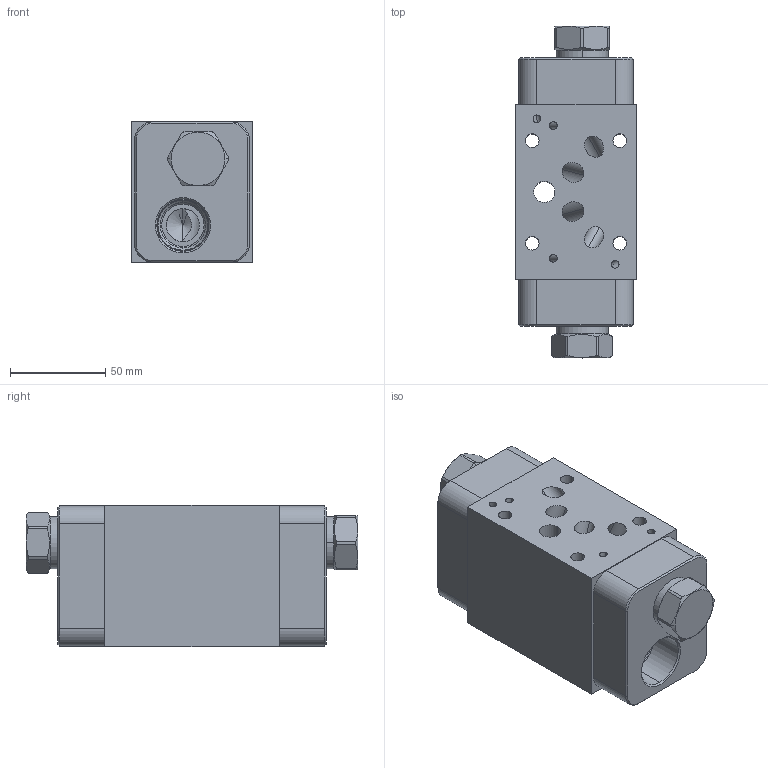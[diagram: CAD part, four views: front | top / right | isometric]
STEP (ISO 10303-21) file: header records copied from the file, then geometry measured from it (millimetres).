
FILE_DESCRIPTION((''),'2;1');
FILE_NAME('BJ9_ASM','2019-11-21T',('ProEService'),(''),'PRO/ENGINEER BY PARAMETRIC TECHNOLOGY CORPORATION, 2014200','PRO/ENGINEER BY PARAMETRIC TECHNOLOGY CORPORATION, 2014200','');
FILE_SCHEMA(('CONFIG_CONTROL_DESIGN'));
Length unit declared in the file: inch
Products named in the file (3): 153-080; CXFAXCN; BJ9_ASM
Assembly tree (3 placements, depth 2):
  BJ9_ASM
    153-080
    CXFAXCN  x2
Bounding box: 63.5 x 174.6 x 74.63 mm (x, y, z)
Volume: 543835.4 mm3; surface area: 105743.8 mm2
Topology: 7 solids, 7 shells, 428 faces, 1371 edges, 1131 vertices
Faces by surface type: cylinder 180, cone 98, plane 70, torus 44, sphere 20, revolution 16
Entity records: 16613 total; most frequent: CARTESIAN_POINT 7026, DIRECTION 1969, ORIENTED_EDGE 1670, EDGE_CURVE 835, AXIS2_PLACEMENT_3D 686, VECTOR 589, LINE 589, VERTEX_POINT 519
